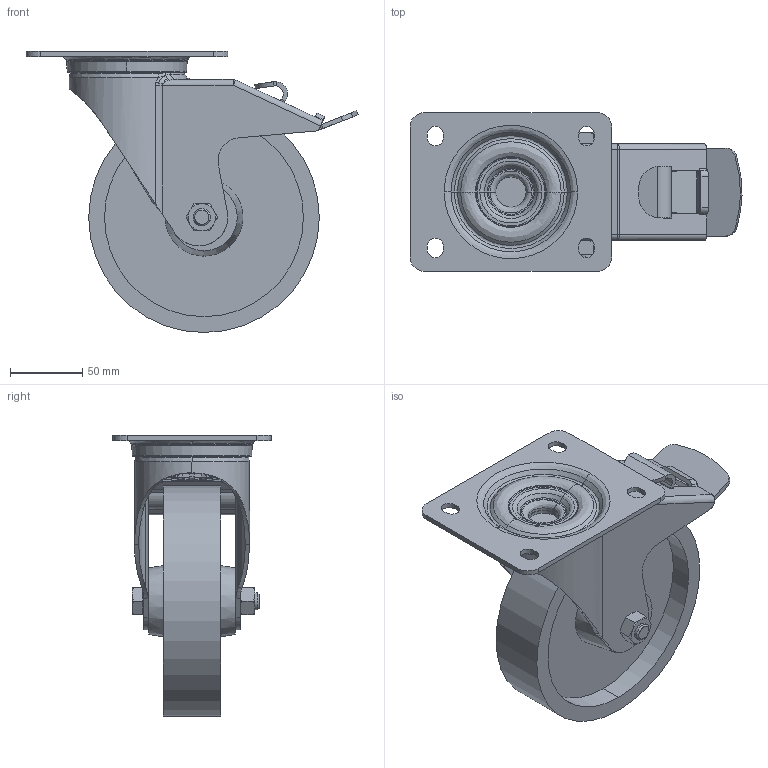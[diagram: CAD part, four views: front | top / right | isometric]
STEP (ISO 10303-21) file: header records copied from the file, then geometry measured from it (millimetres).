
FILE_DESCRIPTION (( 'STEP AP203' ), '1' );
FILE_NAME ('3_842_536_736_Bosch.step', '2024-06-10T08:52:18', ( '' ), ( '' ), 'SwSTEP 2.0', 'SolidWorks 2014', '' );
FILE_SCHEMA (( 'CONFIG_CONTROL_DESIGN' ));
Length unit declared in the file: millimetre
Products named in the file (3): 3_842_536_736_Bosch; Imported_3; Imported_2
Assembly tree (2 placements, depth 2):
  3_842_536_736_Bosch
    Imported_2
    Imported_3
Bounding box: 230.36 x 110 x 195 mm (x, y, z)
Volume: 731605.1 mm3; surface area: 185990.4 mm2
Topology: 2 solids, 2 shells, 722 faces, 1975 edges, 1265 vertices
Faces by surface type: cylinder 293, plane 210, bspline 179, cone 40
Entity records: 56634 total; most frequent: CARTESIAN_POINT 40802, ORIENTED_EDGE 3944, DIRECTION 2166, EDGE_CURVE 1972, VERTEX_POINT 1265, B_SPLINE_CURVE_WITH_KNOTS 1026, EDGE_LOOP 751, AXIS2_PLACEMENT_3D 738
